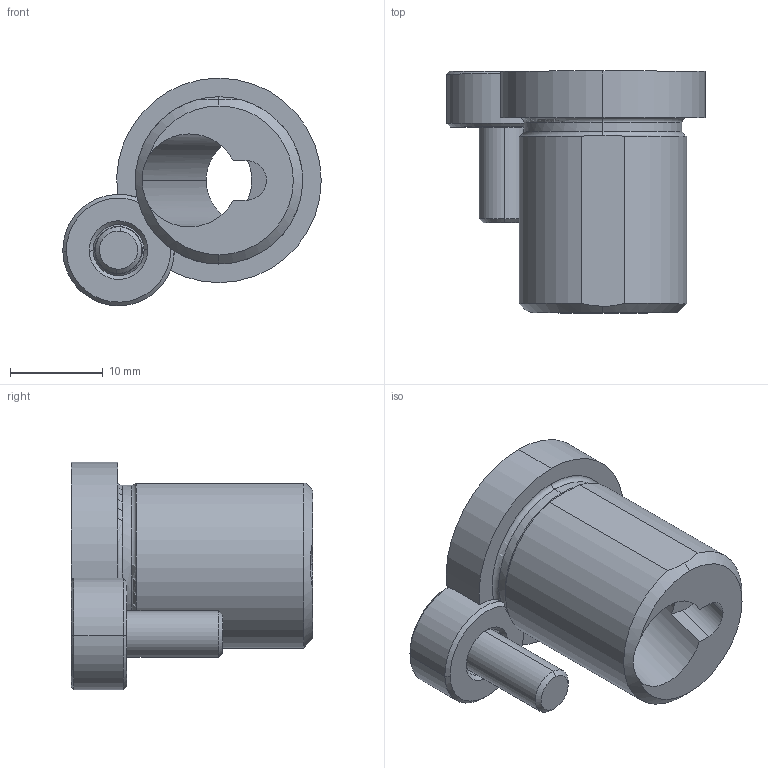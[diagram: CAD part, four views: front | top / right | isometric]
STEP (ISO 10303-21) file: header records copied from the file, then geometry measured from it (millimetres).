
FILE_DESCRIPTION (( 'STEP AP214' ), '1' );
FILE_NAME ('GR182622-15.STEP', '2013-06-14T07:29:07', ( '' ), ( '' ), 'SwSTEP 2.0', 'SolidWorks 2011', '' );
FILE_SCHEMA (( 'AUTOMOTIVE_DESIGN' ));
Length unit declared in the file: millimetre
Products named in the file (4): 9TS1206M5; GR182622-15; 9GR182622-15; socket countersunk head screw_din_DIN 7991 - M5 x 16 --- 16N
Assembly tree (3 placements, depth 2):
  GR182622-15
    9TS1206M5
    socket countersunk head screw_din_DIN 7991 - M5 x 16 --- 16N
    9GR182622-15
Bounding box: 27.8 x 26 x 24.5 mm (x, y, z)
Volume: 5548.5 mm3; surface area: 3922.7 mm2
Topology: 3 solids, 3 shells, 72 faces, 168 edges, 101 vertices
Faces by surface type: plane 25, cylinder 24, cone 16, torus 7
Entity records: 2234 total; most frequent: CARTESIAN_POINT 415, DIRECTION 386, ORIENTED_EDGE 332, EDGE_CURVE 166, AXIS2_PLACEMENT_3D 156, VERTEX_POINT 101, CIRCLE 78, EDGE_LOOP 77
